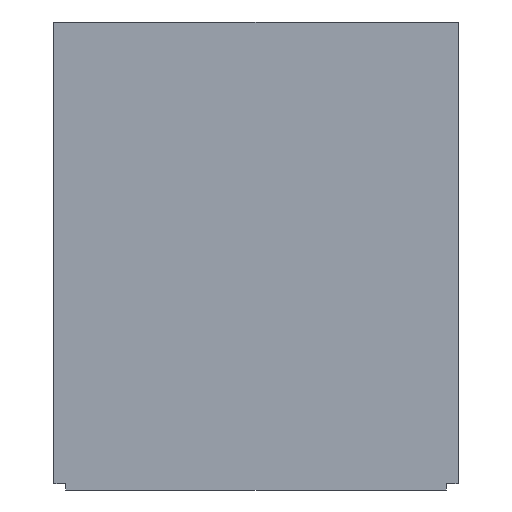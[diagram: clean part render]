
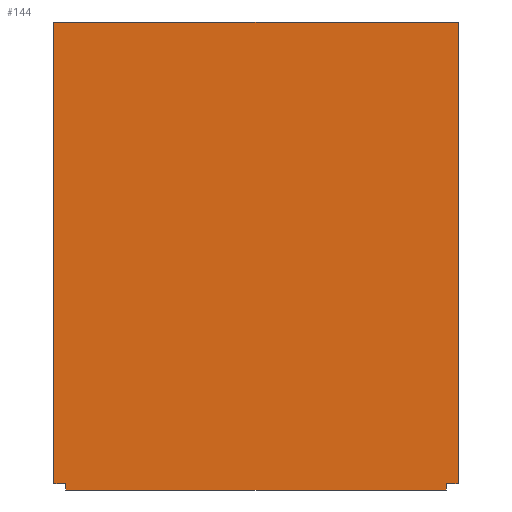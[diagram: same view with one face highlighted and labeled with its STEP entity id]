
A CAD part, front view. The second image highlights one B-rep face of the part: STEP entity #144.
In plain terms, the highlighted planar face has unit normal (0, -1, 0).
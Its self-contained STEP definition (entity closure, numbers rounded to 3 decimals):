
#1 = PLANE ( 'NONE',  #187 ) ;
#4 = LINE ( 'NONE', #142, #11 ) ;
#8 = LINE ( 'NONE', #137, #353 ) ;
#11 = VECTOR ( 'NONE', #138, 1000. ) ;
#15 = VECTOR ( 'NONE', #184, 1000. ) ;
#16 = EDGE_CURVE ( 'NONE', #228, #370, #133, .T. ) ;
#21 = LINE ( 'NONE', #193, #15 ) ;
#44 = VERTEX_POINT ( 'NONE', #74 ) ;
#65 = LINE ( 'NONE', #112, #279 ) ;
#66 = FACE_OUTER_BOUND ( 'NONE', #323, .T. ) ;
#74 = CARTESIAN_POINT ( 'NONE',  ( -64.8, 0., -148. ) ) ;
#89 = DIRECTION ( 'NONE',  ( 1., 0., 0. ) ) ;
#94 = VECTOR ( 'NONE', #89, 1000. ) ;
#96 = EDGE_CURVE ( 'NONE', #44, #250, #111, .T. ) ;
#104 = DIRECTION ( 'NONE',  ( 0., 0., -1. ) ) ;
#107 = DIRECTION ( 'NONE',  ( -1., 0., 0. ) ) ;
#108 = DIRECTION ( 'NONE',  ( 1., 0., 0. ) ) ;
#111 = LINE ( 'NONE', #178, #94 ) ;
#112 = CARTESIAN_POINT ( 'NONE',  ( 61., 0., -150. ) ) ;
#121 = CARTESIAN_POINT ( 'NONE',  ( 64.8, 0., -148. ) ) ;
#122 = CARTESIAN_POINT ( 'NONE',  ( 61., 0., -150. ) ) ;
#130 = DIRECTION ( 'NONE',  ( 0., 0., 1. ) ) ;
#133 = LINE ( 'NONE', #234, #143 ) ;
#135 = ORIENTED_EDGE ( 'NONE', *, *, #364, .T. ) ;
#136 = CARTESIAN_POINT ( 'NONE',  ( -61., 0., -150. ) ) ;
#137 = CARTESIAN_POINT ( 'NONE',  ( -64.8, 0., -148. ) ) ;
#138 = DIRECTION ( 'NONE',  ( 1., 0., 0. ) ) ;
#142 = CARTESIAN_POINT ( 'NONE',  ( 64.8, 0., 0. ) ) ;
#143 = VECTOR ( 'NONE', #108, 1000. ) ;
#144 = ADVANCED_FACE ( 'NONE', ( #66 ), #1, .T. ) ;
#153 = LINE ( 'NONE', #136, #209 ) ;
#159 = ORIENTED_EDGE ( 'NONE', *, *, #16, .T. ) ;
#161 = ORIENTED_EDGE ( 'NONE', *, *, #335, .T. ) ;
#175 = DIRECTION ( 'NONE',  ( 0., 0., -1. ) ) ;
#177 = VERTEX_POINT ( 'NONE', #366 ) ;
#178 = CARTESIAN_POINT ( 'NONE',  ( 64.8, 0., -148. ) ) ;
#184 = DIRECTION ( 'NONE',  ( 0., 0., 1. ) ) ;
#187 = AXIS2_PLACEMENT_3D ( 'NONE', #390, #379, #299 ) ;
#193 = CARTESIAN_POINT ( 'NONE',  ( 64.8, 0., -148. ) ) ;
#199 = VERTEX_POINT ( 'NONE', #339 ) ;
#206 = VERTEX_POINT ( 'NONE', #314 ) ;
#209 = VECTOR ( 'NONE', #175, 1000. ) ;
#213 = ORIENTED_EDGE ( 'NONE', *, *, #372, .F. ) ;
#228 = VERTEX_POINT ( 'NONE', #310 ) ;
#234 = CARTESIAN_POINT ( 'NONE',  ( 64.8, 0., -148. ) ) ;
#250 = VERTEX_POINT ( 'NONE', #325 ) ;
#251 = VERTEX_POINT ( 'NONE', #274 ) ;
#274 = CARTESIAN_POINT ( 'NONE',  ( -61., 0., -150. ) ) ;
#275 = ORIENTED_EDGE ( 'NONE', *, *, #356, .F. ) ;
#279 = VECTOR ( 'NONE', #104, 1000. ) ;
#293 = ORIENTED_EDGE ( 'NONE', *, *, #377, .F. ) ;
#299 = DIRECTION ( 'NONE',  ( 0., 0., -1. ) ) ;
#300 = ORIENTED_EDGE ( 'NONE', *, *, #96, .T. ) ;
#310 = CARTESIAN_POINT ( 'NONE',  ( 61., 0., -148. ) ) ;
#314 = CARTESIAN_POINT ( 'NONE',  ( -64.8, 0., 0. ) ) ;
#323 = EDGE_LOOP ( 'NONE', ( #275, #334, #300, #135, #213, #293, #159, #161 ) ) ;
#325 = CARTESIAN_POINT ( 'NONE',  ( -61., 0., -148. ) ) ;
#334 = ORIENTED_EDGE ( 'NONE', *, *, #359, .F. ) ;
#335 = EDGE_CURVE ( 'NONE', #370, #177, #21, .T. ) ;
#339 = CARTESIAN_POINT ( 'NONE',  ( 61., 0., -150. ) ) ;
#353 = VECTOR ( 'NONE', #130, 1000. ) ;
#356 = EDGE_CURVE ( 'NONE', #206, #177, #4, .T. ) ;
#359 = EDGE_CURVE ( 'NONE', #44, #206, #8, .T. ) ;
#364 = EDGE_CURVE ( 'NONE', #250, #251, #153, .T. ) ;
#366 = CARTESIAN_POINT ( 'NONE',  ( 64.8, 0., 0. ) ) ;
#370 = VERTEX_POINT ( 'NONE', #121 ) ;
#372 = EDGE_CURVE ( 'NONE', #199, #251, #392, .T. ) ;
#377 = EDGE_CURVE ( 'NONE', #228, #199, #65, .T. ) ;
#379 = DIRECTION ( 'NONE',  ( 0., -1., 0. ) ) ;
#381 = VECTOR ( 'NONE', #107, 1000. ) ;
#390 = CARTESIAN_POINT ( 'NONE',  ( 64.8, 0., -148. ) ) ;
#392 = LINE ( 'NONE', #122, #381 ) ;
